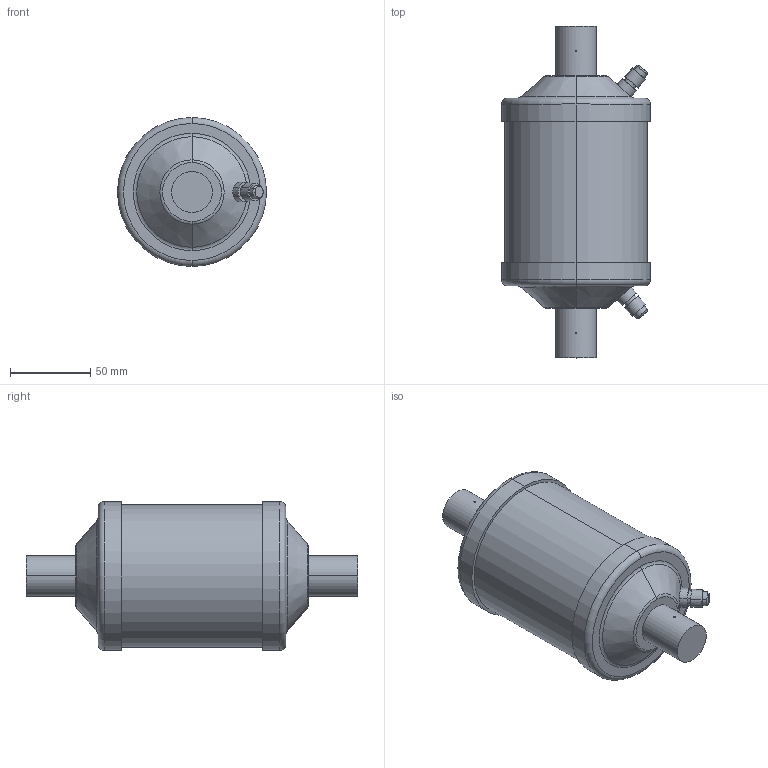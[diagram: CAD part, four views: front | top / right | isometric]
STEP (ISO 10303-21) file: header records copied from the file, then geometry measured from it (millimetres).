
FILE_DESCRIPTION (( 'STEP AP203' ), '1' );
FILE_NAME ('023Z2024R - DSF 417sVV.STEP', '2022-11-25T10:20:33', ( '' ), ( '' ), 'SwSTEP 2.0', 'SolidWorks 2020', '' );
FILE_SCHEMA (( 'CONFIG_CONTROL_DESIGN' ));
Length unit declared in the file: millimetre
Products named in the file (1): 023Z2024R - DSF 417sVV
Bounding box: 92.9 x 207 x 92.9 mm (x, y, z)
Volume: 843782 mm3; surface area: 55474.6 mm2
Topology: 3 solids, 3 shells, 80 faces, 154 edges, 98 vertices
Faces by surface type: cylinder 34, plane 20, torus 12, cone 10, sphere 4
Entity records: 2413 total; most frequent: CARTESIAN_POINT 631, DIRECTION 404, ORIENTED_EDGE 308, AXIS2_PLACEMENT_3D 181, EDGE_CURVE 154, CIRCLE 100, VERTEX_POINT 98, EDGE_LOOP 98
